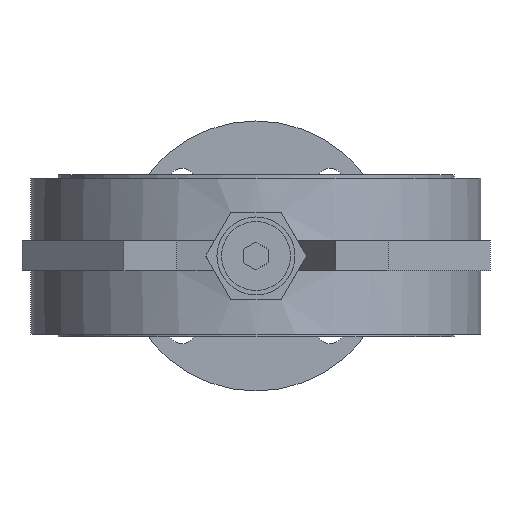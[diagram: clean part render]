
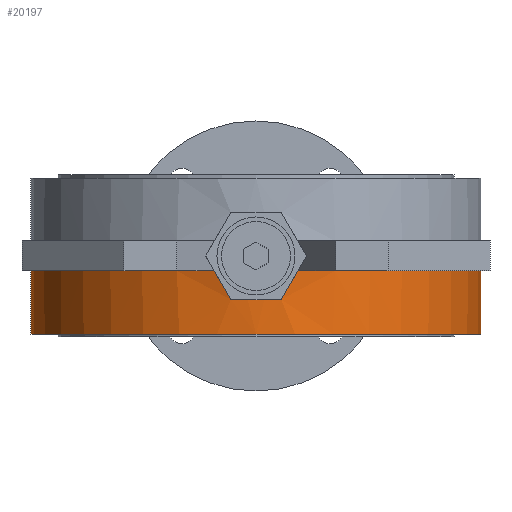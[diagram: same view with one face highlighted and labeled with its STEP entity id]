
A CAD part, front view. The second image highlights one B-rep face of the part: STEP entity #20197.
In plain terms, the highlighted cylindrical face has radius 75 mm (diameter 150 mm), a partial arc.
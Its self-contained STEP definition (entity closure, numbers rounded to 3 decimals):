
#440 = EDGE_CURVE ( 'NONE', #6796, #5859, #14085, .T. ) ;
#640 = EDGE_LOOP ( 'NONE', ( #19899, #12503, #22436, #19023, #988, #4770, #6404, #1693 ) ) ;
#859 = CYLINDRICAL_SURFACE ( 'NONE', #18587, 75. ) ;
#920 = EDGE_CURVE ( 'NONE', #12070, #18969, #4840, .T. ) ;
#988 = ORIENTED_EDGE ( 'NONE', *, *, #6112, .T. ) ;
#1282 = CARTESIAN_POINT ( 'NONE',  ( -13.856, -73.709, -5. ) ) ;
#1693 = ORIENTED_EDGE ( 'NONE', *, *, #2328, .F. ) ;
#1712 = DIRECTION ( 'NONE',  ( 0., 0., 1. ) ) ;
#1750 = CARTESIAN_POINT ( 'NONE',  ( 8.372, -74.531, -14.5 ) ) ;
#1839 = AXIS2_PLACEMENT_3D ( 'NONE', #24370, #24022, #11142 ) ;
#2010 = EDGE_CURVE ( 'NONE', #5859, #18969, #20476, .T. ) ;
#2027 = CARTESIAN_POINT ( 'NONE',  ( 12.039, -74.051, -8.148 ) ) ;
#2328 = EDGE_CURVE ( 'NONE', #7754, #14497, #12436, .T. ) ;
#2623 = FACE_OUTER_BOUND ( 'NONE', #640, .T. ) ;
#2698 = DIRECTION ( 'NONE',  ( 1., 0., 0. ) ) ;
#2713 = VERTEX_POINT ( 'NONE', #9972 ) ;
#3273 = CARTESIAN_POINT ( 'NONE',  ( 0., 0., -5. ) ) ;
#3914 = CARTESIAN_POINT ( 'NONE',  ( 0., 0., -5. ) ) ;
#4029 = CARTESIAN_POINT ( 'NONE',  ( 75., 0., 115.101 ) ) ;
#4770 = ORIENTED_EDGE ( 'NONE', *, *, #9265, .T. ) ;
#4840 = CIRCLE ( 'NONE', #4937, 75. ) ;
#4937 = AXIS2_PLACEMENT_3D ( 'NONE', #3273, #16269, #7090 ) ;
#5710 = DIRECTION ( 'NONE',  ( 0., 0., 1. ) ) ;
#5859 = VERTEX_POINT ( 'NONE', #8828 ) ;
#6094 = CARTESIAN_POINT ( 'NONE',  ( -75., 0., 115.101 ) ) ;
#6112 = EDGE_CURVE ( 'NONE', #12070, #16124, #22233, .T. ) ;
#6404 = ORIENTED_EDGE ( 'NONE', *, *, #8607, .T. ) ;
#6796 = VERTEX_POINT ( 'NONE', #20891 ) ;
#6968 = CARTESIAN_POINT ( 'NONE',  ( 13.856, -73.709, -5. ) ) ;
#7090 = DIRECTION ( 'NONE',  ( 1., 0., 0. ) ) ;
#7390 = DIRECTION ( 'NONE',  ( 1., 0., 0. ) ) ;
#7754 = VERTEX_POINT ( 'NONE', #19280 ) ;
#7777 = CARTESIAN_POINT ( 'NONE',  ( 8.372, -74.531, -14.5 ) ) ;
#8607 = EDGE_CURVE ( 'NONE', #2713, #14497, #17530, .T. ) ;
#8681 = CIRCLE ( 'NONE', #1839, 75. ) ;
#8823 = LINE ( 'NONE', #6094, #13916 ) ;
#8828 = CARTESIAN_POINT ( 'NONE',  ( 75., 0., -26. ) ) ;
#9265 = EDGE_CURVE ( 'NONE', #16124, #2713, #8681, .T. ) ;
#9972 = CARTESIAN_POINT ( 'NONE',  ( -8.372, -74.531, -14.5 ) ) ;
#10567 = DIRECTION ( 'NONE',  ( 0., 0., 1. ) ) ;
#11142 = DIRECTION ( 'NONE',  ( 1., 0., 0. ) ) ;
#11477 = EDGE_CURVE ( 'NONE', #6796, #7754, #8823, .T. ) ;
#11615 = CARTESIAN_POINT ( 'NONE',  ( 0., 0., 115.101 ) ) ;
#11953 = AXIS2_PLACEMENT_3D ( 'NONE', #20493, #18823, #7390 ) ;
#12070 = VERTEX_POINT ( 'NONE', #6968 ) ;
#12436 = CIRCLE ( 'NONE', #16729, 75. ) ;
#12503 = ORIENTED_EDGE ( 'NONE', *, *, #440, .T. ) ;
#13916 = VECTOR ( 'NONE', #13924, 1000. ) ;
#13924 = DIRECTION ( 'NONE',  ( 0., 0., 1. ) ) ;
#14085 = CIRCLE ( 'NONE', #11953, 75. ) ;
#14497 = VERTEX_POINT ( 'NONE', #1282 ) ;
#15311 = CARTESIAN_POINT ( 'NONE',  ( 10.21, -74.325, -11.316 ) ) ;
#16124 = VERTEX_POINT ( 'NONE', #1750 ) ;
#16269 = DIRECTION ( 'NONE',  ( 0., 0., 1. ) ) ;
#16729 = AXIS2_PLACEMENT_3D ( 'NONE', #3914, #5710, #17155 ) ;
#17155 = DIRECTION ( 'NONE',  ( 1., 0., 0. ) ) ;
#17211 = VECTOR ( 'NONE', #10567, 1000. ) ;
#17458 = CARTESIAN_POINT ( 'NONE',  ( -12.039, -74.051, -8.148 ) ) ;
#17530 =( BOUNDED_CURVE ( )  B_SPLINE_CURVE ( 3, ( #17794, #23188, #17458, #21584 ),
 .UNSPECIFIED., .F., .T. ) 
 B_SPLINE_CURVE_WITH_KNOTS ( ( 4, 4 ),
 ( 4.824, 4.898 ),
 .UNSPECIFIED. ) 
 CURVE ( )  GEOMETRIC_REPRESENTATION_ITEM ( )  RATIONAL_B_SPLINE_CURVE ( ( 1., 1., 1., 1. ) ) 
 REPRESENTATION_ITEM ( '' )  );
#17794 = CARTESIAN_POINT ( 'NONE',  ( -8.372, -74.531, -14.5 ) ) ;
#18587 = AXIS2_PLACEMENT_3D ( 'NONE', #11615, #1712, #2698 ) ;
#18823 = DIRECTION ( 'NONE',  ( 0., 0., 1. ) ) ;
#18969 = VERTEX_POINT ( 'NONE', #20408 ) ;
#19023 = ORIENTED_EDGE ( 'NONE', *, *, #920, .F. ) ;
#19280 = CARTESIAN_POINT ( 'NONE',  ( -75., 0., -5. ) ) ;
#19899 = ORIENTED_EDGE ( 'NONE', *, *, #11477, .F. ) ;
#20197 = ADVANCED_FACE ( 'NONE', ( #2623 ), #859, .T. ) ;
#20408 = CARTESIAN_POINT ( 'NONE',  ( 75., 0., -5. ) ) ;
#20476 = LINE ( 'NONE', #4029, #17211 ) ;
#20493 = CARTESIAN_POINT ( 'NONE',  ( 0., 0., -26. ) ) ;
#20891 = CARTESIAN_POINT ( 'NONE',  ( -75., 0., -26. ) ) ;
#21131 = CARTESIAN_POINT ( 'NONE',  ( 13.856, -73.709, -5. ) ) ;
#21584 = CARTESIAN_POINT ( 'NONE',  ( -13.856, -73.709, -5. ) ) ;
#22233 =( BOUNDED_CURVE ( )  B_SPLINE_CURVE ( 3, ( #21131, #2027, #15311, #7777 ),
 .UNSPECIFIED., .F., .T. ) 
 B_SPLINE_CURVE_WITH_KNOTS ( ( 4, 4 ),
 ( 1.385, 1.459 ),
 .UNSPECIFIED. ) 
 CURVE ( )  GEOMETRIC_REPRESENTATION_ITEM ( )  RATIONAL_B_SPLINE_CURVE ( ( 1., 1., 1., 1. ) ) 
 REPRESENTATION_ITEM ( '' )  );
#22436 = ORIENTED_EDGE ( 'NONE', *, *, #2010, .T. ) ;
#23188 = CARTESIAN_POINT ( 'NONE',  ( -10.21, -74.325, -11.316 ) ) ;
#24022 = DIRECTION ( 'NONE',  ( 0., 0., -1. ) ) ;
#24370 = CARTESIAN_POINT ( 'NONE',  ( 0., 0., -14.5 ) ) ;
